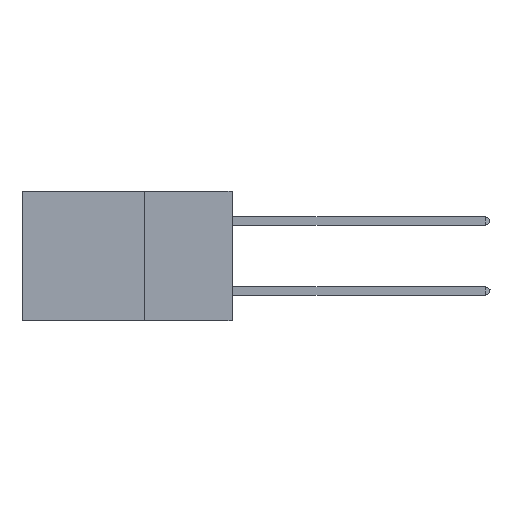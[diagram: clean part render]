
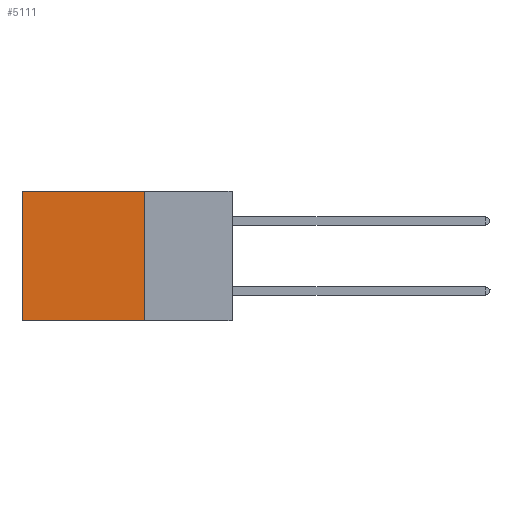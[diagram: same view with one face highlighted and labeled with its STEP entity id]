
A CAD part, left-side view. The second image highlights one B-rep face of the part: STEP entity #5111.
In plain terms, the highlighted planar face has unit normal (-1, 0, 0).
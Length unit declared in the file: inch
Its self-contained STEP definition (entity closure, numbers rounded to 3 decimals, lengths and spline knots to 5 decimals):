
#228 = CARTESIAN_POINT ( 'NONE',  ( 0.2875, 0.25, -0.37 ) ) ;
#957 = EDGE_CURVE ( 'NONE', #9144, #13438, #30694, .T. ) ;
#2274 = VERTEX_POINT ( 'NONE', #5810 ) ;
#2538 = ORIENTED_EDGE ( 'NONE', *, *, #10984, .T. ) ;
#3529 = CARTESIAN_POINT ( 'NONE',  ( 0.2875, 0.25, 0. ) ) ;
#3752 = CARTESIAN_POINT ( 'NONE',  ( 0.2875, 0.25, -0.37 ) ) ;
#4081 = VECTOR ( 'NONE', #22777, 39.37008 ) ;
#4364 = DIRECTION ( 'NONE',  ( 1., 0., 0. ) ) ;
#5111 = ADVANCED_FACE ( 'NONE', ( #23580 ), #21120, .F. ) ;
#5810 = CARTESIAN_POINT ( 'NONE',  ( 0.2875, 0.6, -0.37 ) ) ;
#6997 = DIRECTION ( 'NONE',  ( 0., 0., -1. ) ) ;
#8741 = VECTOR ( 'NONE', #10124, 39.37008 ) ;
#8868 = EDGE_CURVE ( 'NONE', #13438, #2274, #13046, .T. ) ;
#9144 = VERTEX_POINT ( 'NONE', #14344 ) ;
#9530 = DIRECTION ( 'NONE',  ( 0., 0., -1. ) ) ;
#10124 = DIRECTION ( 'NONE',  ( 0., 1., 0. ) ) ;
#10984 = EDGE_CURVE ( 'NONE', #9144, #29138, #29426, .T. ) ;
#11325 = CARTESIAN_POINT ( 'NONE',  ( 0.2875, 0.25, 0. ) ) ;
#11532 = VECTOR ( 'NONE', #6997, 39.37008 ) ;
#13046 = LINE ( 'NONE', #228, #8741 ) ;
#13155 = EDGE_LOOP ( 'NONE', ( #14355, #17421, #30411, #2538 ) ) ;
#13438 = VERTEX_POINT ( 'NONE', #3752 ) ;
#14344 = CARTESIAN_POINT ( 'NONE',  ( 0.2875, 0.25, 0. ) ) ;
#14355 = ORIENTED_EDGE ( 'NONE', *, *, #16648, .T. ) ;
#16648 = EDGE_CURVE ( 'NONE', #29138, #2274, #27164, .T. ) ;
#17064 = CARTESIAN_POINT ( 'NONE',  ( 0.2875, 0.25, 0. ) ) ;
#17421 = ORIENTED_EDGE ( 'NONE', *, *, #8868, .F. ) ;
#19700 = VECTOR ( 'NONE', #23406, 39.37008 ) ;
#21120 = PLANE ( 'NONE',  #24544 ) ;
#21675 = CARTESIAN_POINT ( 'NONE',  ( 0.2875, 0.6, 0. ) ) ;
#22777 = DIRECTION ( 'NONE',  ( 0., 1., 0. ) ) ;
#23406 = DIRECTION ( 'NONE',  ( 0., 0., -1. ) ) ;
#23580 = FACE_OUTER_BOUND ( 'NONE', #13155, .T. ) ;
#24544 = AXIS2_PLACEMENT_3D ( 'NONE', #11325, #4364, #9530 ) ;
#27164 = LINE ( 'NONE', #21675, #11532 ) ;
#29138 = VERTEX_POINT ( 'NONE', #31801 ) ;
#29426 = LINE ( 'NONE', #17064, #4081 ) ;
#30411 = ORIENTED_EDGE ( 'NONE', *, *, #957, .F. ) ;
#30694 = LINE ( 'NONE', #3529, #19700 ) ;
#31801 = CARTESIAN_POINT ( 'NONE',  ( 0.2875, 0.6, 0. ) ) ;
